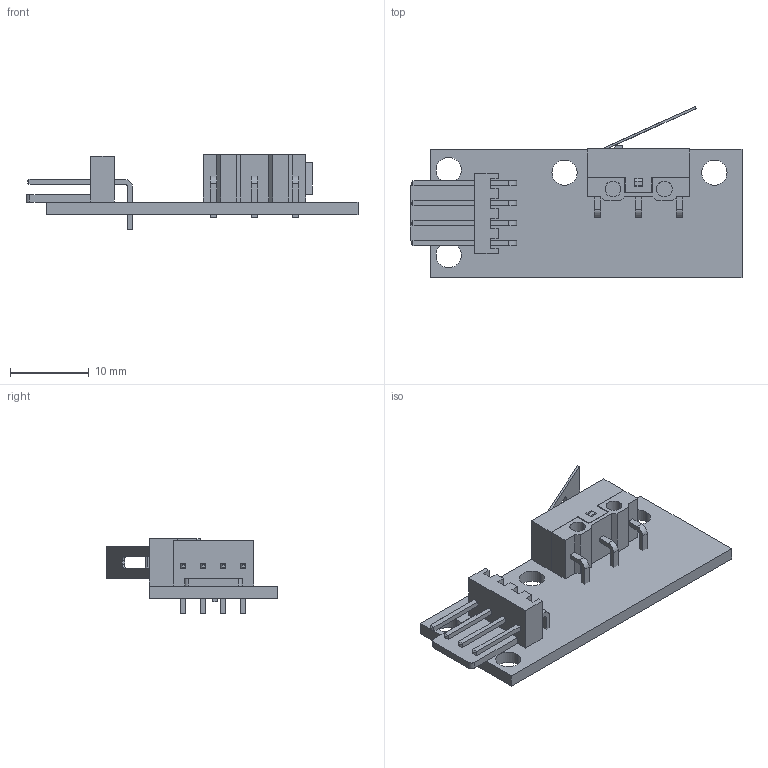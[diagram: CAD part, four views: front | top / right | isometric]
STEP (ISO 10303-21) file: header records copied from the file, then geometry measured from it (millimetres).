
FILE_DESCRIPTION (( 'STEP AP214' ), '1' );
FILE_NAME ('G3D_Mech_Endstop.STEP', '2014-06-13T19:22:57', ( 'Administrator' ), ( 'Administrator' ), 'SwSTEP 2.0', 'SolidWorks 2014', '' );
FILE_SCHEMA (( 'AUTOMOTIVE_DESIGN' ));
Length unit declared in the file: millimetre
Products named in the file (6): SIL_4_P_90DEG; Endstop; Corpo2; Corpo1; PCB_Mech_Endstop; G3D_Mech_Endstop
Assembly tree (5 placements, depth 3):
  G3D_Mech_Endstop
    PCB_Mech_Endstop
    Endstop
      Corpo1
      Corpo2
    SIL_4_P_90DEG
Bounding box: 42.1 x 21.7 x 9.46 mm (x, y, z)
Volume: 1681.2 mm3; surface area: 2826.5 mm2
Topology: 4 solids, 4 shells, 226 faces, 599 edges, 390 vertices
Faces by surface type: plane 186, cylinder 40
Entity records: 9381 total; most frequent: CARTESIAN_POINT 1224, ORIENTED_EDGE 1198, DIRECTION 1149, EDGE_CURVE 599, VECTOR 519, LINE 519, VERTEX_POINT 390, AXIS2_PLACEMENT_3D 315
